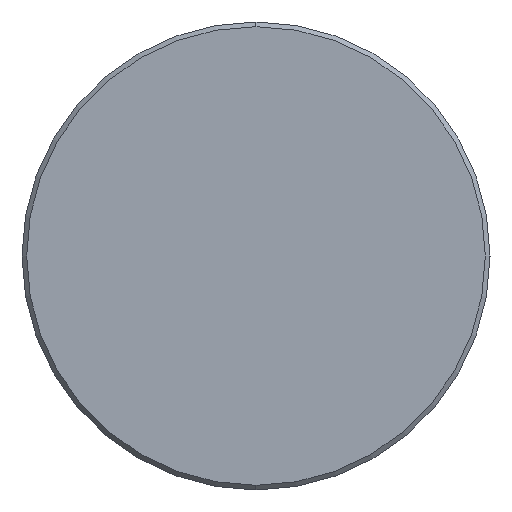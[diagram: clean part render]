
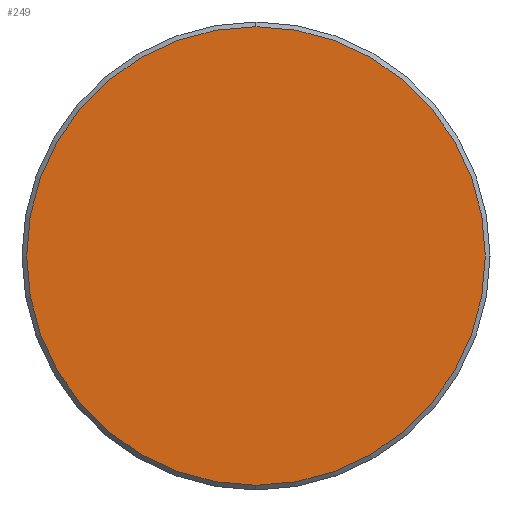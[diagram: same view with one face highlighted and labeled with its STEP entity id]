
A CAD part, left-side view. The second image highlights one B-rep face of the part: STEP entity #249.
In plain terms, the highlighted planar face has unit normal (-1, 0, 0).
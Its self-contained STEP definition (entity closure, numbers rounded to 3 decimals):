
#1 = EDGE_CURVE ( 'NONE', #57, #200, #433, .T. ) ;
#7 = ORIENTED_EDGE ( 'NONE', *, *, #427, .T. ) ;
#26 = CARTESIAN_POINT ( 'NONE',  ( 0., 0., 0. ) ) ;
#44 = DIRECTION ( 'NONE',  ( -1., 0., 0. ) ) ;
#57 = VERTEX_POINT ( 'NONE', #227 ) ;
#71 = PLANE ( 'NONE',  #82 ) ;
#82 = AXIS2_PLACEMENT_3D ( 'NONE', #192, #85, #103 ) ;
#85 = DIRECTION ( 'NONE',  ( 1., 0., 0. ) ) ;
#94 = DIRECTION ( 'NONE',  ( 0., 0., 1. ) ) ;
#103 = DIRECTION ( 'NONE',  ( 0., 0., -1. ) ) ;
#108 = CARTESIAN_POINT ( 'NONE',  ( 0., 0., 14.7 ) ) ;
#147 = DIRECTION ( 'NONE',  ( -1., 0., 0. ) ) ;
#154 = CIRCLE ( 'NONE', #320, 14.7 ) ;
#172 = ORIENTED_EDGE ( 'NONE', *, *, #1, .T. ) ;
#175 = FACE_OUTER_BOUND ( 'NONE', #327, .T. ) ;
#192 = CARTESIAN_POINT ( 'NONE',  ( 0., 0., 0. ) ) ;
#200 = VERTEX_POINT ( 'NONE', #108 ) ;
#216 = DIRECTION ( 'NONE',  ( 0., 0., 1. ) ) ;
#227 = CARTESIAN_POINT ( 'NONE',  ( 0., 0., -14.7 ) ) ;
#236 = AXIS2_PLACEMENT_3D ( 'NONE', #449, #44, #94 ) ;
#249 = ADVANCED_FACE ( 'NONE', ( #175 ), #71, .F. ) ;
#320 = AXIS2_PLACEMENT_3D ( 'NONE', #26, #147, #216 ) ;
#327 = EDGE_LOOP ( 'NONE', ( #172, #7 ) ) ;
#427 = EDGE_CURVE ( 'NONE', #200, #57, #154, .T. ) ;
#433 = CIRCLE ( 'NONE', #236, 14.7 ) ;
#449 = CARTESIAN_POINT ( 'NONE',  ( 0., 0., 0. ) ) ;
